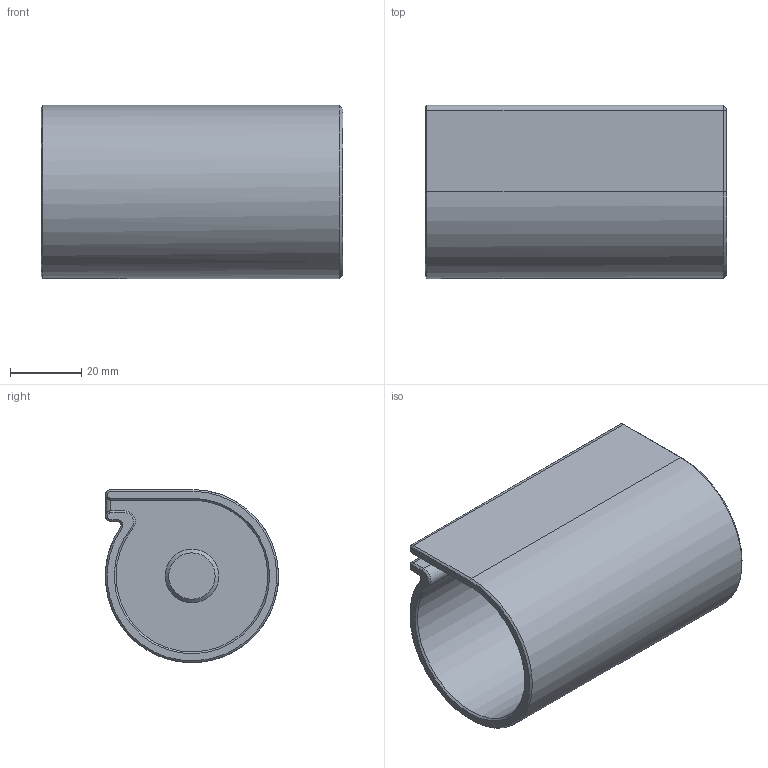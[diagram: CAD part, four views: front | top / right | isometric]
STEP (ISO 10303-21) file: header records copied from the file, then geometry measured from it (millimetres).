
FILE_DESCRIPTION(/* description */ ('Unknown'),/* implementation_level */ '2;1');
FILE_NAME(/* name */ 'filmDigitizer_135_filmCarrier_lightBox_filmCanister_V2',/* time_stamp */ '2024-05-09T14:44:52-04:00',/* author */ ('Unknown'),/* organization */ ('Unknown'),/* preprocessor_version */ 'ST-DEVELOPER v18.1',/* originating_system */ 'Solid Edge',/* authorisation */ 'Unknown');
FILE_SCHEMA (('AUTOMOTIVE_DESIGN {1 0 10303 214 3 1 1}'));
Length unit declared in the file: millimetre
Products named in the file (2): filmDigitizer_135_filmCarrier_V2; filmDigitizer_135_filmCarrier_lightBox_filmCanister_V2
Assembly tree (1 placements, depth 2):
  filmDigitizer_135_filmCarrier_V2
    filmDigitizer_135_filmCarrier_lightBox_filmCanister_V2
Bounding box: 84.5 x 48.45 x 48.48 mm (x, y, z)
Volume: 47298.5 mm3; surface area: 30355.4 mm2
Topology: 1 solids, 1 shells, 42 faces, 92 edges, 55 vertices
Faces by surface type: plane 18, cone 14, cylinder 10
Full cylindrical faces by diameter (mm): 6.5 x1, 8.9 x1, 15 x1
Entity records: 1148 total; most frequent: DIRECTION 207, CARTESIAN_POINT 188, ORIENTED_EDGE 170, EDGE_CURVE 85, AXIS2_PLACEMENT_3D 80, VERTEX_POINT 53, EDGE_LOOP 50, FACE_BOUND 50
